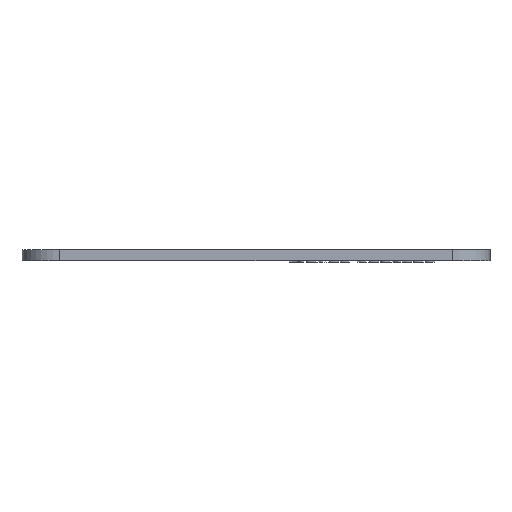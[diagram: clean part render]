
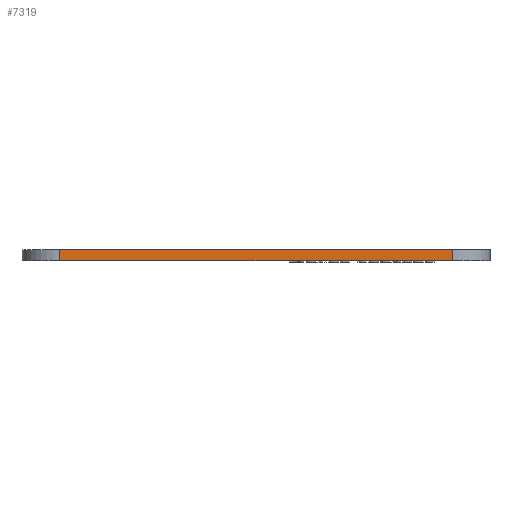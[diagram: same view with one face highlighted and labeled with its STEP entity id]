
A CAD part, front view. The second image highlights one B-rep face of the part: STEP entity #7319.
In plain terms, the highlighted planar face has unit normal (0, -1, 0).
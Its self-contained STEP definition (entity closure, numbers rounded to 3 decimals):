
#1207=FACE_OUTER_BOUND('',#1622,.T.);
#1622=EDGE_LOOP('',(#6744,#6745,#6746,#6747));
#1858=LINE('',#10766,#2437);
#2142=LINE('',#14523,#2721);
#2147=LINE('',#14535,#2726);
#2209=LINE('',#14703,#2788);
#2437=VECTOR('',#7874,10.);
#2721=VECTOR('',#8306,10.);
#2726=VECTOR('',#8319,10.);
#2788=VECTOR('',#8509,10.);
#3055=VERTEX_POINT('',#10762);
#3057=VERTEX_POINT('',#10765);
#3476=VERTEX_POINT('',#14521);
#3478=VERTEX_POINT('',#14531);
#3917=EDGE_CURVE('',#3055,#3057,#1858,.T.);
#4523=EDGE_CURVE('',#3476,#3055,#2142,.T.);
#4529=EDGE_CURVE('',#3057,#3478,#2147,.T.);
#4613=EDGE_CURVE('',#3478,#3476,#2209,.T.);
#6744=ORIENTED_EDGE('',*,*,#4523,.F.);
#6745=ORIENTED_EDGE('',*,*,#4613,.F.);
#6746=ORIENTED_EDGE('',*,*,#4529,.F.);
#6747=ORIENTED_EDGE('',*,*,#3917,.F.);
#6932=PLANE('',#7534);
#7319=ADVANCED_FACE('',(#1207),#6932,.T.);
#7534=AXIS2_PLACEMENT_3D('',#14702,#8507,#8508);
#7874=DIRECTION('',(-1.,0.,0.));
#8306=DIRECTION('',(0.,0.,-1.));
#8319=DIRECTION('',(0.,0.,1.));
#8507=DIRECTION('center_axis',(0.,-1.,0.));
#8508=DIRECTION('ref_axis',(1.,0.,0.));
#8509=DIRECTION('',(1.,0.,0.));
#10762=CARTESIAN_POINT('',(46.476,-88.296,0.));
#10765=CARTESIAN_POINT('',(-5.306,-88.296,0.));
#10766=CARTESIAN_POINT('',(51.476,-88.296,0.));
#14521=CARTESIAN_POINT('',(46.476,-88.296,1.5));
#14523=CARTESIAN_POINT('',(46.476,-88.296,0.));
#14531=CARTESIAN_POINT('',(-5.306,-88.296,1.5));
#14535=CARTESIAN_POINT('',(-5.306,-88.296,0.));
#14702=CARTESIAN_POINT('Origin',(-10.306,-88.296,0.));
#14703=CARTESIAN_POINT('',(51.476,-88.296,1.5));
